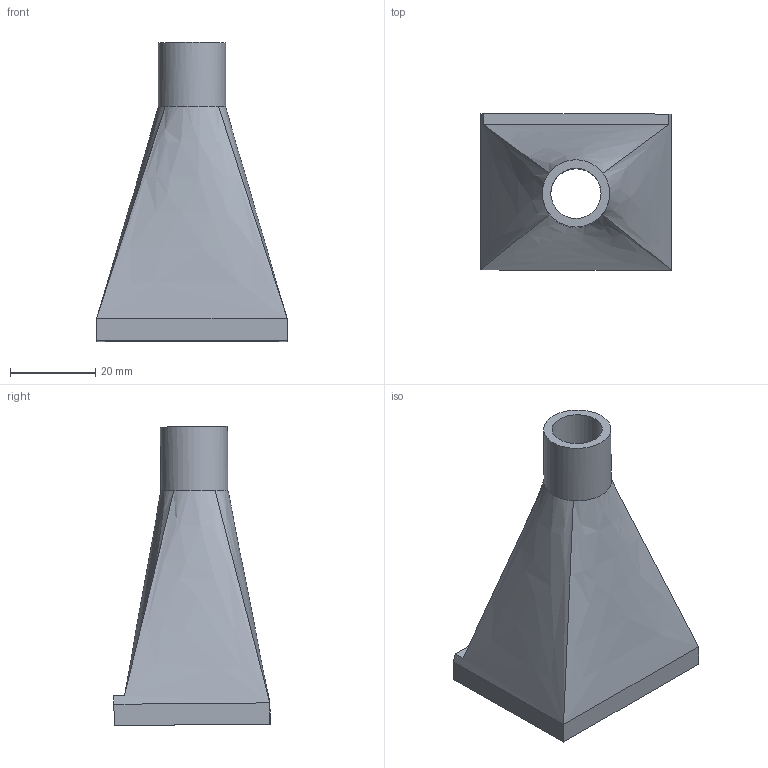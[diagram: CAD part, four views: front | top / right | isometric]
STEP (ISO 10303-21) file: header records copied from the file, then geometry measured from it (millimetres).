
FILE_DESCRIPTION(/* description */ (''),/* implementation_level */ '2;1');
FILE_NAME(/* name */ 'output.step',/* time_stamp */ '2022-08-14T08:01:00+08:00',/* author */ (''),/* organization */ (''),/* preprocessor_version */ 'ST-DEVELOPER v19',/* originating_system */ 'Autodesk Translation Framework v11.7.0.108',/* authorisation */ '');
FILE_SCHEMA (('AUTOMOTIVE_DESIGN { 1 0 10303 214 3 1 1 }'));
Length unit declared in the file: millimetre
Products named in the file (1): output
Bounding box: 44.81 x 36.7 x 70.23 mm (x, y, z)
Volume: 13155.7 mm3; surface area: 13387.7 mm2
Topology: 1 solids, 1 shells, 37 faces, 107 edges, 72 vertices
Faces by surface type: plane 25, bspline 8, cylinder 4
Full cylindrical faces by diameter (mm): 3.2 x2, 11.8 x1, 15.8 x1
Entity records: 1705 total; most frequent: CARTESIAN_POINT 761, ORIENTED_EDGE 214, DIRECTION 144, EDGE_CURVE 107, VERTEX_POINT 72, LINE 62, VECTOR 62, EDGE_LOOP 43
